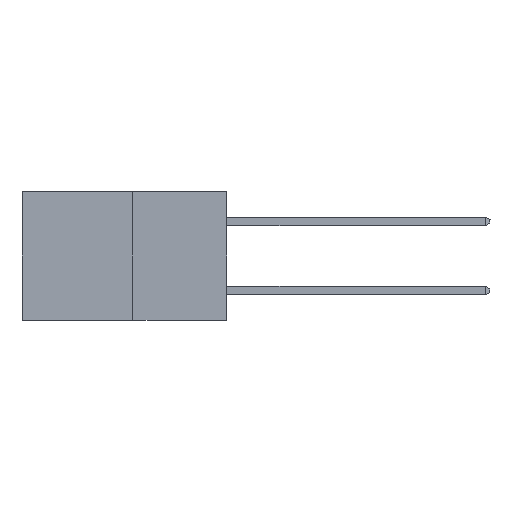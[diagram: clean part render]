
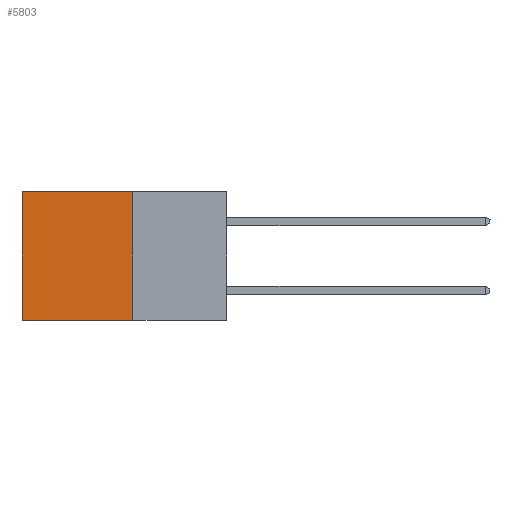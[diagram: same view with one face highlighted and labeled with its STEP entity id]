
A CAD part, left-side view. The second image highlights one B-rep face of the part: STEP entity #5803.
In plain terms, the highlighted planar face has unit normal (-1, 0, 0).
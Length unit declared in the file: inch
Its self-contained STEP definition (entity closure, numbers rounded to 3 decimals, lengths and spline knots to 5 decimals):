
#148 = EDGE_CURVE ( 'NONE', #4363, #9499, #3761, .T. ) ;
#317 = CARTESIAN_POINT ( 'NONE',  ( 0.277, 0.59, -0.37 ) ) ;
#1226 = CARTESIAN_POINT ( 'NONE',  ( 0.277, 0.27, -0.37 ) ) ;
#2466 = VERTEX_POINT ( 'NONE', #9084 ) ;
#2817 = DIRECTION ( 'NONE',  ( 0., 1., 0. ) ) ;
#3078 = EDGE_CURVE ( 'NONE', #4363, #2466, #12323, .T. ) ;
#3185 = VECTOR ( 'NONE', #2817, 39.37008 ) ;
#3211 = CARTESIAN_POINT ( 'NONE',  ( 0.277, 0.27, -0.37 ) ) ;
#3761 = LINE ( 'NONE', #6257, #10752 ) ;
#4026 = CARTESIAN_POINT ( 'NONE',  ( 0.277, 0.59, -0.37 ) ) ;
#4363 = VERTEX_POINT ( 'NONE', #5621 ) ;
#5220 = DIRECTION ( 'NONE',  ( 0., 0., -1. ) ) ;
#5621 = CARTESIAN_POINT ( 'NONE',  ( 0.277, 0.27, 0. ) ) ;
#5803 = ADVANCED_FACE ( 'NONE', ( #12372 ), #11874, .F. ) ;
#6174 = VERTEX_POINT ( 'NONE', #4026 ) ;
#6257 = CARTESIAN_POINT ( 'NONE',  ( 0.277, 0.27, -0.37 ) ) ;
#6534 = EDGE_CURVE ( 'NONE', #2466, #6174, #7552, .T. ) ;
#7552 = LINE ( 'NONE', #317, #12235 ) ;
#7758 = VECTOR ( 'NONE', #11700, 39.37008 ) ;
#7768 = CARTESIAN_POINT ( 'NONE',  ( 0.277, 0.27, 0. ) ) ;
#9084 = CARTESIAN_POINT ( 'NONE',  ( 0.277, 0.59, 0. ) ) ;
#9110 = AXIS2_PLACEMENT_3D ( 'NONE', #11864, #10445, #10432 ) ;
#9499 = VERTEX_POINT ( 'NONE', #1226 ) ;
#9700 = EDGE_LOOP ( 'NONE', ( #10883, #10949, #11087, #11268 ) ) ;
#10432 = DIRECTION ( 'NONE',  ( 0., 0., -1. ) ) ;
#10445 = DIRECTION ( 'NONE',  ( 1., 0., 0. ) ) ;
#10590 = LINE ( 'NONE', #3211, #7758 ) ;
#10752 = VECTOR ( 'NONE', #5220, 39.37008 ) ;
#10883 = ORIENTED_EDGE ( 'NONE', *, *, #6534, .T. ) ;
#10949 = ORIENTED_EDGE ( 'NONE', *, *, #11034, .F. ) ;
#11034 = EDGE_CURVE ( 'NONE', #9499, #6174, #10590, .T. ) ;
#11087 = ORIENTED_EDGE ( 'NONE', *, *, #148, .F. ) ;
#11268 = ORIENTED_EDGE ( 'NONE', *, *, #3078, .T. ) ;
#11700 = DIRECTION ( 'NONE',  ( 0., 1., 0. ) ) ;
#11864 = CARTESIAN_POINT ( 'NONE',  ( 0.277, 0.27, -0.37 ) ) ;
#11874 = PLANE ( 'NONE',  #9110 ) ;
#11877 = DIRECTION ( 'NONE',  ( 0., 0., -1. ) ) ;
#12235 = VECTOR ( 'NONE', #11877, 39.37008 ) ;
#12323 = LINE ( 'NONE', #7768, #3185 ) ;
#12372 = FACE_OUTER_BOUND ( 'NONE', #9700, .T. ) ;
